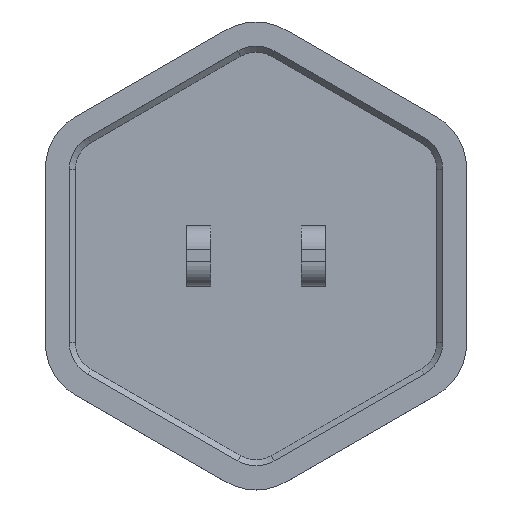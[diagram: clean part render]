
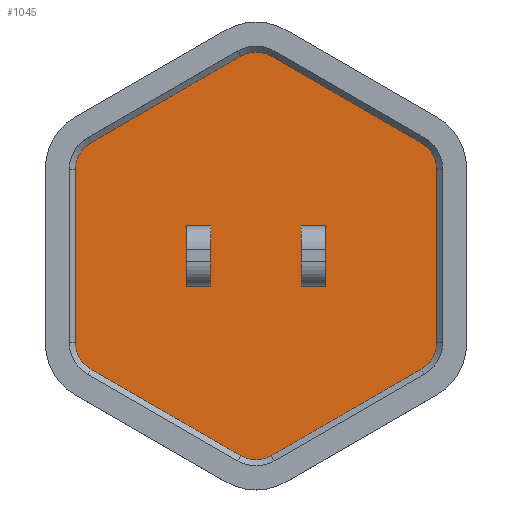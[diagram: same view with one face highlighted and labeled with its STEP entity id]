
A CAD part, top view. The second image highlights one B-rep face of the part: STEP entity #1045.
In plain terms, the highlighted planar face has unit normal (0, 0, 1).
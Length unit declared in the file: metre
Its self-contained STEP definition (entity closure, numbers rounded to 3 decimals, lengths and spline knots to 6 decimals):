
#40=CIRCLE('',#1124,0.001503);
#41=CIRCLE('',#1125,0.001503);
#42=CIRCLE('',#1126,0.001503);
#43=CIRCLE('',#1127,0.001503);
#44=CIRCLE('',#1128,0.001503);
#45=CIRCLE('',#1129,0.001503);
#84=ORIENTED_EDGE('',*,*,#396,.F.);
#85=ORIENTED_EDGE('',*,*,#397,.T.);
#86=ORIENTED_EDGE('',*,*,#398,.T.);
#87=ORIENTED_EDGE('',*,*,#399,.F.);
#88=ORIENTED_EDGE('',*,*,#400,.F.);
#89=ORIENTED_EDGE('',*,*,#401,.F.);
#90=ORIENTED_EDGE('',*,*,#402,.F.);
#91=ORIENTED_EDGE('',*,*,#403,.F.);
#92=ORIENTED_EDGE('',*,*,#404,.F.);
#93=ORIENTED_EDGE('',*,*,#405,.F.);
#94=ORIENTED_EDGE('',*,*,#406,.F.);
#95=ORIENTED_EDGE('',*,*,#407,.F.);
#96=ORIENTED_EDGE('',*,*,#408,.F.);
#97=ORIENTED_EDGE('',*,*,#409,.F.);
#98=ORIENTED_EDGE('',*,*,#410,.F.);
#99=ORIENTED_EDGE('',*,*,#411,.F.);
#100=ORIENTED_EDGE('',*,*,#412,.T.);
#101=ORIENTED_EDGE('',*,*,#413,.T.);
#102=ORIENTED_EDGE('',*,*,#414,.F.);
#103=ORIENTED_EDGE('',*,*,#415,.F.);
#396=EDGE_CURVE('',#552,#553,#648,.T.);
#397=EDGE_CURVE('',#552,#554,#649,.T.);
#398=EDGE_CURVE('',#554,#555,#650,.T.);
#399=EDGE_CURVE('',#553,#555,#651,.T.);
#400=EDGE_CURVE('',#556,#557,#40,.F.);
#401=EDGE_CURVE('',#558,#556,#652,.T.);
#402=EDGE_CURVE('',#559,#558,#41,.F.);
#403=EDGE_CURVE('',#560,#559,#653,.T.);
#404=EDGE_CURVE('',#561,#560,#42,.F.);
#405=EDGE_CURVE('',#562,#561,#654,.T.);
#406=EDGE_CURVE('',#563,#562,#43,.F.);
#407=EDGE_CURVE('',#564,#563,#655,.T.);
#408=EDGE_CURVE('',#565,#564,#44,.F.);
#409=EDGE_CURVE('',#566,#565,#656,.T.);
#410=EDGE_CURVE('',#567,#566,#45,.F.);
#411=EDGE_CURVE('',#557,#567,#657,.T.);
#412=EDGE_CURVE('',#568,#569,#658,.T.);
#413=EDGE_CURVE('',#569,#570,#659,.T.);
#414=EDGE_CURVE('',#571,#570,#660,.T.);
#415=EDGE_CURVE('',#568,#571,#661,.T.);
#552=VERTEX_POINT('',#1567);
#553=VERTEX_POINT('',#1568);
#554=VERTEX_POINT('',#1570);
#555=VERTEX_POINT('',#1572);
#556=VERTEX_POINT('',#1575);
#557=VERTEX_POINT('',#1576);
#558=VERTEX_POINT('',#1578);
#559=VERTEX_POINT('',#1580);
#560=VERTEX_POINT('',#1582);
#561=VERTEX_POINT('',#1584);
#562=VERTEX_POINT('',#1586);
#563=VERTEX_POINT('',#1588);
#564=VERTEX_POINT('',#1590);
#565=VERTEX_POINT('',#1592);
#566=VERTEX_POINT('',#1594);
#567=VERTEX_POINT('',#1596);
#568=VERTEX_POINT('',#1599);
#569=VERTEX_POINT('',#1600);
#570=VERTEX_POINT('',#1602);
#571=VERTEX_POINT('',#1604);
#648=LINE('',#1566,#760);
#649=LINE('',#1569,#761);
#650=LINE('',#1571,#762);
#651=LINE('',#1573,#763);
#652=LINE('',#1577,#764);
#653=LINE('',#1581,#765);
#654=LINE('',#1585,#766);
#655=LINE('',#1589,#767);
#656=LINE('',#1593,#768);
#657=LINE('',#1597,#769);
#658=LINE('',#1598,#770);
#659=LINE('',#1601,#771);
#660=LINE('',#1603,#772);
#661=LINE('',#1605,#773);
#760=VECTOR('',#1236,1.);
#761=VECTOR('',#1237,1.);
#762=VECTOR('',#1238,1.);
#763=VECTOR('',#1239,1.);
#764=VECTOR('',#1242,1.);
#765=VECTOR('',#1245,1.);
#766=VECTOR('',#1248,1.);
#767=VECTOR('',#1251,1.);
#768=VECTOR('',#1254,1.);
#769=VECTOR('',#1257,1.);
#770=VECTOR('',#1258,1.);
#771=VECTOR('',#1259,1.);
#772=VECTOR('',#1260,1.);
#773=VECTOR('',#1261,1.);
#872=EDGE_LOOP('',(#84,#85,#86,#87));
#873=EDGE_LOOP('',(#88,#89,#90,#91,#92,#93,#94,#95,#96,#97,#98,#99));
#874=EDGE_LOOP('',(#100,#101,#102,#103));
#940=FACE_BOUND('',#872,.T.);
#941=FACE_BOUND('',#873,.T.);
#942=FACE_BOUND('',#874,.T.);
#1008=PLANE('',#1123);
#1045=ADVANCED_FACE('',(#940,#941,#942),#1008,.T.);
#1123=AXIS2_PLACEMENT_3D('',#1565,#1234,#1235);
#1124=AXIS2_PLACEMENT_3D('',#1574,#1240,#1241);
#1125=AXIS2_PLACEMENT_3D('',#1579,#1243,#1244);
#1126=AXIS2_PLACEMENT_3D('',#1583,#1246,#1247);
#1127=AXIS2_PLACEMENT_3D('',#1587,#1249,#1250);
#1128=AXIS2_PLACEMENT_3D('',#1591,#1252,#1253);
#1129=AXIS2_PLACEMENT_3D('',#1595,#1255,#1256);
#1234=DIRECTION('',(0.,0.,1.));
#1235=DIRECTION('',(1.,0.,0.));
#1236=DIRECTION('',(0.,1.,0.));
#1237=DIRECTION('',(-1.,0.,0.));
#1238=DIRECTION('',(0.,1.,0.));
#1239=DIRECTION('',(-1.,0.,0.));
#1240=DIRECTION('',(0.,0.,1.));
#1241=DIRECTION('',(1.,0.,0.));
#1242=DIRECTION('',(-0.866,0.5,0.));
#1243=DIRECTION('',(0.,0.,1.));
#1244=DIRECTION('',(1.,0.,0.));
#1245=DIRECTION('',(-0.866,-0.5,0.));
#1246=DIRECTION('',(0.,0.,1.));
#1247=DIRECTION('',(1.,0.,0.));
#1248=DIRECTION('',(0.,-1.,0.));
#1249=DIRECTION('',(0.,0.,1.));
#1250=DIRECTION('',(1.,0.,0.));
#1251=DIRECTION('',(0.866,-0.5,0.));
#1252=DIRECTION('',(0.,0.,1.));
#1253=DIRECTION('',(1.,0.,0.));
#1254=DIRECTION('',(0.866,0.5,0.));
#1255=DIRECTION('',(0.,0.,1.));
#1256=DIRECTION('',(1.,0.,0.));
#1257=DIRECTION('',(0.,1.,0.));
#1258=DIRECTION('',(0.,1.,0.));
#1259=DIRECTION('',(1.,0.,0.));
#1260=DIRECTION('',(0.,1.,0.));
#1261=DIRECTION('',(1.,0.,0.));
#1565=CARTESIAN_POINT('',(0.,0.,-0.0014));
#1566=CARTESIAN_POINT('',(-0.00225,0.,-0.0014));
#1567=CARTESIAN_POINT('',(-0.00225,-0.0015,-0.0014));
#1568=CARTESIAN_POINT('',(-0.00225,0.0015,-0.0014));
#1569=CARTESIAN_POINT('',(0.,-0.0015,-0.0014));
#1570=CARTESIAN_POINT('',(-0.00345,-0.0015,-0.0014));
#1571=CARTESIAN_POINT('',(-0.00345,0.,-0.0014));
#1572=CARTESIAN_POINT('',(-0.00345,0.0015,-0.0014));
#1573=CARTESIAN_POINT('',(0.,0.0015,-0.0014));
#1574=CARTESIAN_POINT('',(-0.00748,-0.004319,-0.0014));
#1575=CARTESIAN_POINT('',(-0.008231,-0.00562,-0.0014));
#1576=CARTESIAN_POINT('',(-0.008983,-0.004319,-0.0014));
#1577=CARTESIAN_POINT('',(-0.004491,-0.007779,-0.0014));
#1578=CARTESIAN_POINT('',(-0.000751,-0.009939,-0.0014));
#1579=CARTESIAN_POINT('',(0.,-0.008637,-0.0014));
#1580=CARTESIAN_POINT('',(0.000751,-0.009939,-0.0014));
#1581=CARTESIAN_POINT('',(0.004491,-0.007779,-0.0014));
#1582=CARTESIAN_POINT('',(0.008231,-0.00562,-0.0014));
#1583=CARTESIAN_POINT('',(0.00748,-0.004319,-0.0014));
#1584=CARTESIAN_POINT('',(0.008983,-0.004319,-0.0014));
#1585=CARTESIAN_POINT('',(0.008983,0.,-0.0014));
#1586=CARTESIAN_POINT('',(0.008983,0.004319,-0.0014));
#1587=CARTESIAN_POINT('',(0.00748,0.004319,-0.0014));
#1588=CARTESIAN_POINT('',(0.008231,0.00562,-0.0014));
#1589=CARTESIAN_POINT('',(0.004491,0.007779,-0.0014));
#1590=CARTESIAN_POINT('',(0.000751,0.009939,-0.0014));
#1591=CARTESIAN_POINT('',(0.,0.008637,-0.0014));
#1592=CARTESIAN_POINT('',(-0.000751,0.009939,-0.0014));
#1593=CARTESIAN_POINT('',(-0.004491,0.007779,-0.0014));
#1594=CARTESIAN_POINT('',(-0.008231,0.00562,-0.0014));
#1595=CARTESIAN_POINT('',(-0.00748,0.004319,-0.0014));
#1596=CARTESIAN_POINT('',(-0.008983,0.004319,-0.0014));
#1597=CARTESIAN_POINT('',(-0.008983,0.,-0.0014));
#1598=CARTESIAN_POINT('',(0.00225,0.,-0.0014));
#1599=CARTESIAN_POINT('',(0.00225,-0.0015,-0.0014));
#1600=CARTESIAN_POINT('',(0.00225,0.0015,-0.0014));
#1601=CARTESIAN_POINT('',(0.,0.0015,-0.0014));
#1602=CARTESIAN_POINT('',(0.00345,0.0015,-0.0014));
#1603=CARTESIAN_POINT('',(0.00345,0.,-0.0014));
#1604=CARTESIAN_POINT('',(0.00345,-0.0015,-0.0014));
#1605=CARTESIAN_POINT('',(0.,-0.0015,-0.0014));
